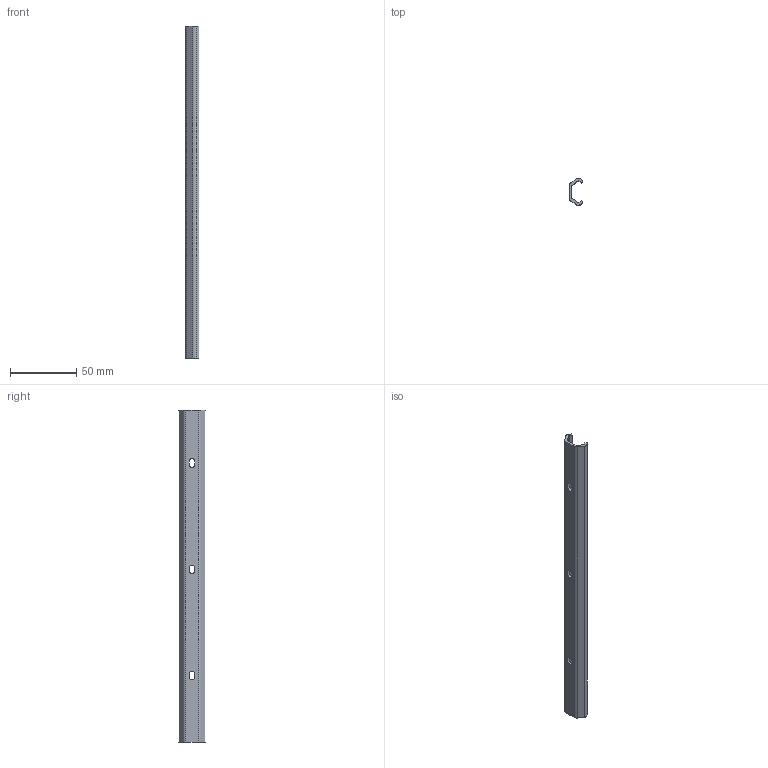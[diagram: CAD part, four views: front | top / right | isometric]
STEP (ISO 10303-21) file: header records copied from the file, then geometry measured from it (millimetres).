
FILE_DESCRIPTION (( 'STEP AP203' ), '1' );
FILE_NAME ('CRT_11FAFA8636.step', '2023-01-16T05:34:44', ( '' ), ( '' ), 'SwSTEP 2.0', 'SolidWorks 2019', '' );
FILE_SCHEMA (( 'CONFIG_CONTROL_DESIGN' ));
Length unit declared in the file: inch
Products named in the file (3): 0oEJBTkOzn_CADModel_0; CRT_11FAFA8636
Assembly tree (1 placements, depth 2):
  CRT_11FAFA8636
    0oEJBTkOzn_CADModel_0
  0oEJBTkOzn_CADModel_0
Bounding box: 10.25 x 20.18 x 250 mm (x, y, z)
Volume: 15352.6 mm3; surface area: 16585.5 mm2
Topology: 1 solids, 1 shells, 37 faces, 105 edges, 70 vertices
Faces by surface type: plane 20, cylinder 17
Entity records: 1503 total; most frequent: DIRECTION 223, CARTESIAN_POINT 217, ORIENTED_EDGE 210, EDGE_CURVE 105, AXIS2_PLACEMENT_3D 76, VECTOR 71, LINE 71, VERTEX_POINT 70
